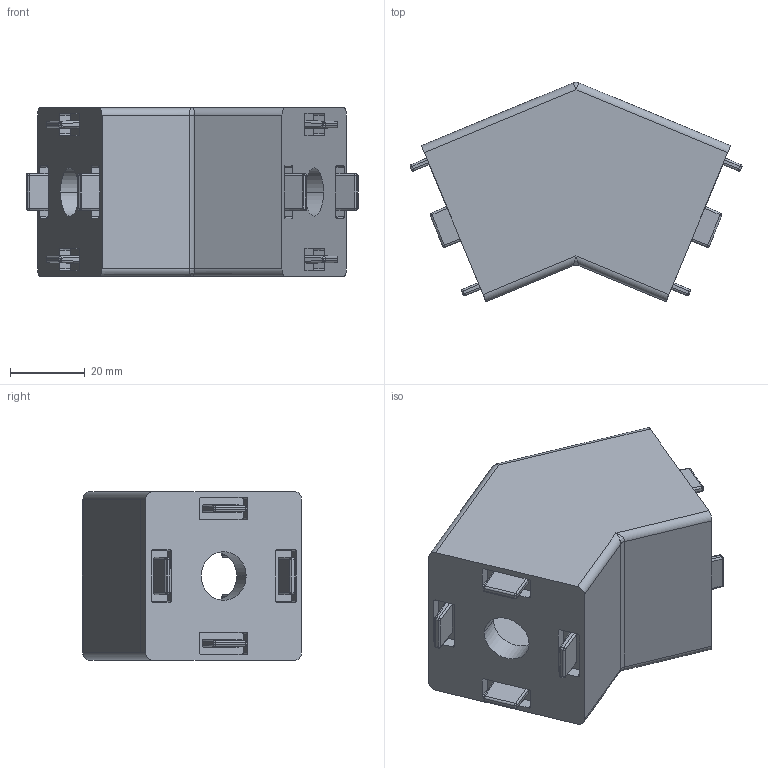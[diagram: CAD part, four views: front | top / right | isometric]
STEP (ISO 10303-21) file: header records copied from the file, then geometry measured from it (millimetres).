
FILE_DESCRIPTION((''),'2;1');
FILE_NAME('11091_KOTNIK_45X45_45ST_ASM','2022-09-16T13:37:38',('PredragRovcanin'),('Audax d.o.o.'),'CREO PARAMETRIC BY PTC INC, 2020281','CREO PARAMETRIC BY PTC INC, 2020281','');
FILE_SCHEMA(('AUTOMOTIVE_DESIGN { 1 0 10303 214 1 1 1 1 }'));
Length unit declared in the file: millimetre
Products named in the file (3): 11091_KOTNIK_45X45_45ST_A; 11091_KOTNIK_45X45_45ST_B; 11091_KOTNIK_45X45_45ST_ASM
Assembly tree (2 placements, depth 2):
  11091_KOTNIK_45X45_45ST_ASM
    11091_KOTNIK_45X45_45ST_A
    11091_KOTNIK_45X45_45ST_B
Bounding box: 88.66 x 58.49 x 45 mm (x, y, z)
Volume: 60233.2 mm3; surface area: 34583.4 mm2
Topology: 2 solids, 2 shells, 640 faces, 1622 edges, 944 vertices
Faces by surface type: cylinder 239, plane 206, cone 64, sphere 63, bspline 38, torus 30
Entity records: 34640 total; most frequent: CARTESIAN_POINT 7225, ORIENTED_EDGE 3092, DIRECTION 2800, PRESENTATION_STYLE_ASSIGNMENT 2194, STYLED_ITEM 1554, CURVE_STYLE 1552, EDGE_CURVE 1546, FILL_AREA_STYLE_COLOUR 1282
